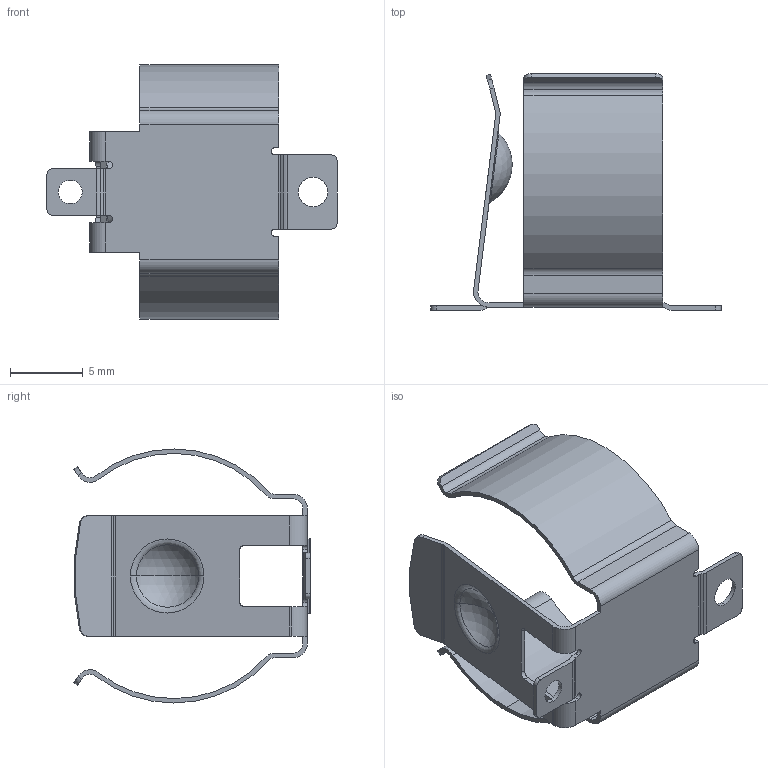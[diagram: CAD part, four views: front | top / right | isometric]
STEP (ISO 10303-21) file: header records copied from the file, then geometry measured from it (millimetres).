
FILE_DESCRIPTION (( 'STEP AP214' ), '1' );
FILE_NAME ('BK-17500-CLIP-SM.STEP', '2024-05-15T22:09:50', ( '' ), ( '' ), 'SwSTEP 2.0', 'SolidWorks 2021', '' );
FILE_SCHEMA (( 'AUTOMOTIVE_DESIGN' ));
Length unit declared in the file: inch
Products named in the file (1): BK-17500-CLIP-SM
Bounding box: 19.89 x 16.21 x 17.41 mm (x, y, z)
Volume: 181 mm3; surface area: 1246.7 mm2
Topology: 1 solids, 1 shells, 112 faces, 328 edges, 218 vertices
Faces by surface type: cylinder 63, plane 41, sphere 4, torus 4
Entity records: 3830 total; most frequent: DIRECTION 696, CARTESIAN_POINT 659, ORIENTED_EDGE 656, EDGE_CURVE 328, AXIS2_PLACEMENT_3D 255, VERTEX_POINT 218, VECTOR 186, LINE 186
